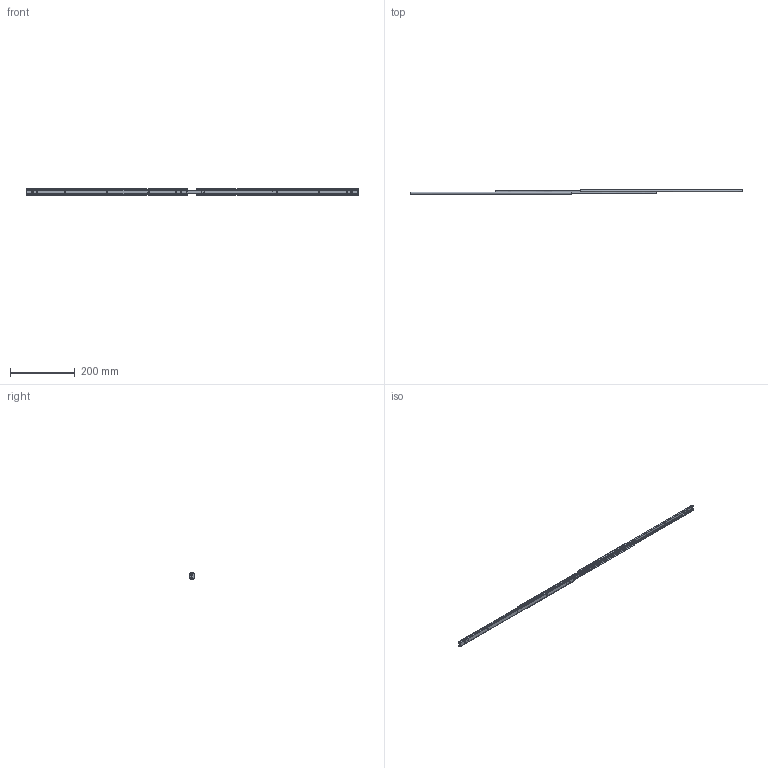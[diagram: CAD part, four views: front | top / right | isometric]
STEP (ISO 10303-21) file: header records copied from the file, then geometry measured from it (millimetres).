
FILE_DESCRIPTION((''),'2;1');
FILE_NAME('','2005-12-14T16:56:33',(''),(''),'','CADfix','');
FILE_SCHEMA(('AUTOMOTIVE_DESIGN'));
Length unit declared in the file: millimetre
Products named in the file (5): ball; retainer; member_A; member_B; TM_234_4_6334_36
Assembly tree (97 placements, depth 2):
  TM_234_4_6334_36
    ball  x92
    retainer  x2
    member_A  x2
    member_B
Bounding box: 1029 x 16 x 20 mm (x, y, z)
Volume: 67616 mm3; surface area: 114622.6 mm2
Topology: 97 solids, 97 shells, 1240 faces, 3514 edges, 2464 vertices
Faces by surface type: bspline 1240
Entity records: 22205 total; most frequent: CARTESIAN_POINT 11576, ORIENTED_EDGE 3474, EDGE_CURVE 1737, VERTEX_POINT 1186, QUASI_UNIFORM_CURVE 869, EDGE_LOOP 667, FACE_OUTER_BOUND 557, ADVANCED_FACE 557
